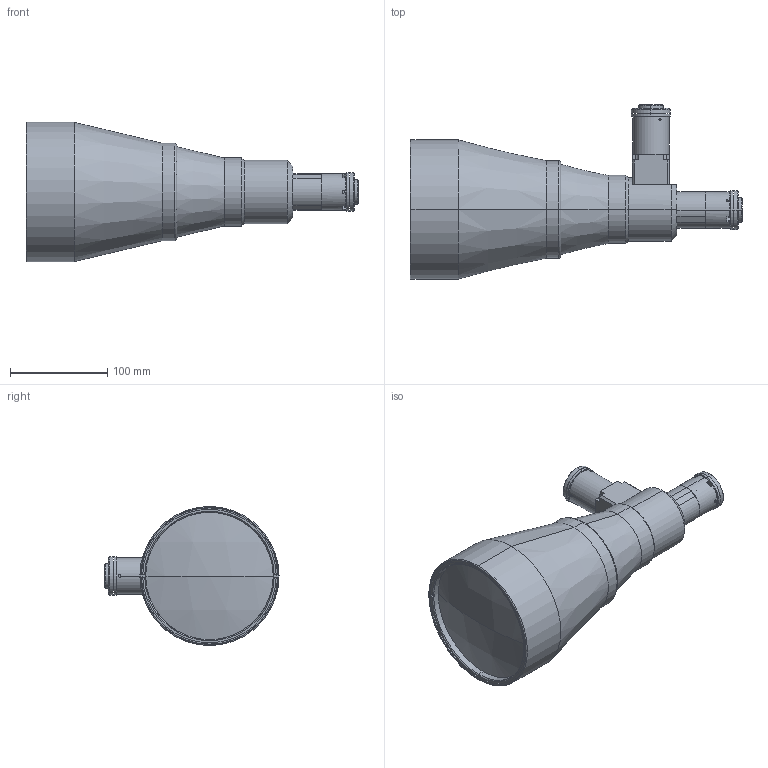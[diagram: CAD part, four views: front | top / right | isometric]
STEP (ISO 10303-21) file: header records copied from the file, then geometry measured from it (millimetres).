
FILE_DESCRIPTION (( 'STEP AP203' ), '1' );
FILE_NAME ('TCDP2X096.STEP', '2012-01-09T08:07:02', ( 'Opto Engineering' ), ( 'Opto Engineering' ), 'SwSTEP 2.0', 'SolidWorks 2011', '' );
FILE_SCHEMA (( 'CONFIG_CONTROL_DESIGN' ));
Length unit declared in the file: millimetre
Products named in the file (1): TCDP2X096
Bounding box: 341.21 x 178.88 x 143 mm (x, y, z)
Surface area: 154737.8 mm2 (no closed solid volume)
Topology: 0 solids, 13 shells, 171 faces, 477 edges, 325 vertices
Faces by surface type: cylinder 77, plane 60, cone 28, torus 4, sphere 2
Entity records: 6125 total; most frequent: CARTESIAN_POINT 1550, DIRECTION 998, ORIENTED_EDGE 832, EDGE_CURVE 477, AXIS2_PLACEMENT_3D 395, VERTEX_POINT 325, CIRCLE 223, EDGE_LOOP 216
